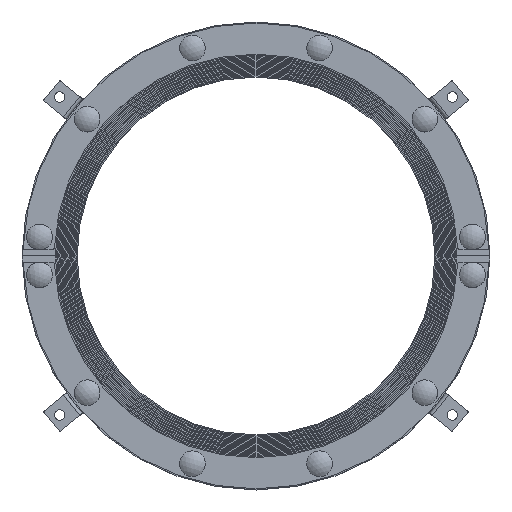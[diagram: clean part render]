
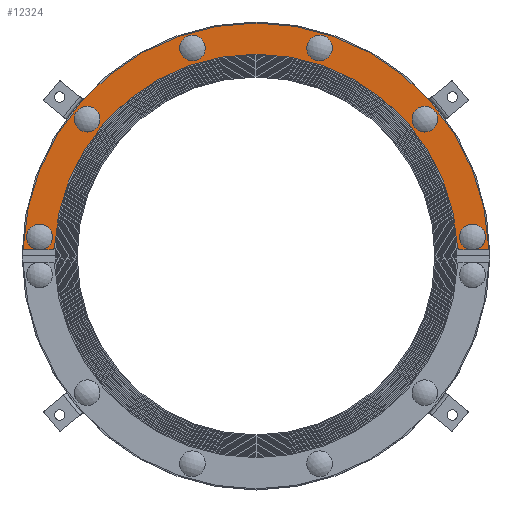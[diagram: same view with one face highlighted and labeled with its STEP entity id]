
A CAD part, top view. The second image highlights one B-rep face of the part: STEP entity #12324.
In plain terms, the highlighted planar face has unit normal (0, 0, 1).
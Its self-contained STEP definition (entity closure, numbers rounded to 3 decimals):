
#419=FACE_BOUND('',#2086,.T.);
#420=FACE_BOUND('',#2087,.T.);
#421=FACE_BOUND('',#2088,.T.);
#422=FACE_BOUND('',#2089,.T.);
#699=PLANE('',#13308);
#1291=FACE_OUTER_BOUND('',#2085,.T.);
#2085=EDGE_LOOP('',(#8973,#8974,#8975,#8976,#8977,#8978,#8979,#8980,#8981,
#8982,#8983,#8984,#8985,#8986));
#2086=EDGE_LOOP('',(#8987));
#2087=EDGE_LOOP('',(#8988));
#2088=EDGE_LOOP('',(#8989));
#2089=EDGE_LOOP('',(#8990));
#3044=LINE('',#18984,#4020);
#3045=LINE('',#18992,#4021);
#3046=LINE('',#18998,#4022);
#3047=LINE('',#19005,#4023);
#4020=VECTOR('',#15393,10.);
#4021=VECTOR('',#15400,10.);
#4022=VECTOR('',#15405,10.);
#4023=VECTOR('',#15412,10.);
#4771=CIRCLE('',#13290,12.35);
#4773=CIRCLE('',#13292,12.35);
#4780=CIRCLE('',#13306,12.35);
#4781=CIRCLE('',#13309,2.);
#4782=CIRCLE('',#13310,224.);
#4783=CIRCLE('',#13311,2.);
#4784=CIRCLE('',#13312,12.35);
#4785=CIRCLE('',#13313,12.35);
#4786=CIRCLE('',#13314,2.);
#4787=CIRCLE('',#13315,194.);
#4788=CIRCLE('',#13316,2.);
#4789=CIRCLE('',#13317,12.35);
#4790=CIRCLE('',#13318,12.35);
#4791=CIRCLE('',#13319,12.35);
#5487=VERTEX_POINT('',#18949);
#5488=VERTEX_POINT('',#18951);
#5489=VERTEX_POINT('',#18953);
#5496=VERTEX_POINT('',#18978);
#5497=VERTEX_POINT('',#18983);
#5498=VERTEX_POINT('',#18985);
#5499=VERTEX_POINT('',#18987);
#5500=VERTEX_POINT('',#18989);
#5501=VERTEX_POINT('',#18991);
#5502=VERTEX_POINT('',#18993);
#5503=VERTEX_POINT('',#18995);
#5504=VERTEX_POINT('',#18997);
#5505=VERTEX_POINT('',#18999);
#5506=VERTEX_POINT('',#19001);
#5507=VERTEX_POINT('',#19003);
#5508=VERTEX_POINT('',#19006);
#5509=VERTEX_POINT('',#19008);
#5510=VERTEX_POINT('',#19010);
#6762=EDGE_CURVE('',#5488,#5487,#4771,.T.);
#6764=EDGE_CURVE('',#5487,#5489,#4773,.T.);
#6775=EDGE_CURVE('',#5496,#5496,#4780,.T.);
#6776=EDGE_CURVE('',#5497,#5489,#3044,.T.);
#6777=EDGE_CURVE('',#5498,#5497,#4781,.T.);
#6778=EDGE_CURVE('',#5499,#5498,#4782,.T.);
#6779=EDGE_CURVE('',#5500,#5499,#4783,.T.);
#6780=EDGE_CURVE('',#5501,#5500,#3045,.T.);
#6781=EDGE_CURVE('',#5501,#5502,#4784,.T.);
#6782=EDGE_CURVE('',#5502,#5503,#4785,.T.);
#6783=EDGE_CURVE('',#5504,#5503,#3046,.T.);
#6784=EDGE_CURVE('',#5505,#5504,#4786,.T.);
#6785=EDGE_CURVE('',#5506,#5505,#4787,.T.);
#6786=EDGE_CURVE('',#5507,#5506,#4788,.T.);
#6787=EDGE_CURVE('',#5488,#5507,#3047,.T.);
#6788=EDGE_CURVE('',#5508,#5508,#4789,.T.);
#6789=EDGE_CURVE('',#5509,#5509,#4790,.T.);
#6790=EDGE_CURVE('',#5510,#5510,#4791,.T.);
#8973=ORIENTED_EDGE('',*,*,#6764,.T.);
#8974=ORIENTED_EDGE('',*,*,#6776,.F.);
#8975=ORIENTED_EDGE('',*,*,#6777,.F.);
#8976=ORIENTED_EDGE('',*,*,#6778,.F.);
#8977=ORIENTED_EDGE('',*,*,#6779,.F.);
#8978=ORIENTED_EDGE('',*,*,#6780,.F.);
#8979=ORIENTED_EDGE('',*,*,#6781,.T.);
#8980=ORIENTED_EDGE('',*,*,#6782,.T.);
#8981=ORIENTED_EDGE('',*,*,#6783,.F.);
#8982=ORIENTED_EDGE('',*,*,#6784,.F.);
#8983=ORIENTED_EDGE('',*,*,#6785,.F.);
#8984=ORIENTED_EDGE('',*,*,#6786,.F.);
#8985=ORIENTED_EDGE('',*,*,#6787,.F.);
#8986=ORIENTED_EDGE('',*,*,#6762,.T.);
#8987=ORIENTED_EDGE('',*,*,#6788,.T.);
#8988=ORIENTED_EDGE('',*,*,#6789,.T.);
#8989=ORIENTED_EDGE('',*,*,#6790,.T.);
#8990=ORIENTED_EDGE('',*,*,#6775,.T.);
#12324=ADVANCED_FACE('',(#1291,#419,#420,#421,#422),#699,.F.);
#13290=AXIS2_PLACEMENT_3D('',#18952,#15351,#15352);
#13292=AXIS2_PLACEMENT_3D('',#18955,#15355,#15356);
#13306=AXIS2_PLACEMENT_3D('',#18980,#15387,#15388);
#13308=AXIS2_PLACEMENT_3D('',#18982,#15391,#15392);
#13309=AXIS2_PLACEMENT_3D('',#18986,#15394,#15395);
#13310=AXIS2_PLACEMENT_3D('',#18988,#15396,#15397);
#13311=AXIS2_PLACEMENT_3D('',#18990,#15398,#15399);
#13312=AXIS2_PLACEMENT_3D('',#18994,#15401,#15402);
#13313=AXIS2_PLACEMENT_3D('',#18996,#15403,#15404);
#13314=AXIS2_PLACEMENT_3D('',#19000,#15406,#15407);
#13315=AXIS2_PLACEMENT_3D('',#19002,#15408,#15409);
#13316=AXIS2_PLACEMENT_3D('',#19004,#15410,#15411);
#13317=AXIS2_PLACEMENT_3D('',#19007,#15413,#15414);
#13318=AXIS2_PLACEMENT_3D('',#19009,#15415,#15416);
#13319=AXIS2_PLACEMENT_3D('',#19011,#15417,#15418);
#15351=DIRECTION('center_axis',(0.,0.,
-1.));
#15352=DIRECTION('ref_axis',(0.996,0.087,0.));
#15355=DIRECTION('center_axis',(0.,0.,
-1.));
#15356=DIRECTION('ref_axis',(0.996,0.087,0.));
#15387=DIRECTION('center_axis',(0.,0.,
-1.));
#15388=DIRECTION('ref_axis',(0.292,0.956,0.));
#15391=DIRECTION('center_axis',(0.,0.,
-1.));
#15392=DIRECTION('ref_axis',(-1.,0.,0.));
#15393=DIRECTION('',(-1.,0.,0.));
#15394=DIRECTION('center_axis',(0.,0.,
-1.));
#15395=DIRECTION('ref_axis',(0.72,-0.694,0.));
#15396=DIRECTION('center_axis',(0.,0.,
-1.));
#15397=DIRECTION('ref_axis',(1.,-0.027,0.));
#15398=DIRECTION('center_axis',(0.,0.,
-1.));
#15399=DIRECTION('ref_axis',(-0.72,-0.694,0.));
#15400=DIRECTION('',(-1.,0.,0.));
#15401=DIRECTION('center_axis',(0.,0.,
-1.));
#15402=DIRECTION('ref_axis',(-0.996,0.087,0.));
#15403=DIRECTION('center_axis',(0.,0.,
-1.));
#15404=DIRECTION('ref_axis',(-0.996,0.087,0.));
#15405=DIRECTION('',(-1.,0.,0.));
#15406=DIRECTION('center_axis',(0.,0.,
-1.));
#15407=DIRECTION('ref_axis',(0.693,-0.721,0.));
#15408=DIRECTION('center_axis',(0.,0.,
1.));
#15409=DIRECTION('ref_axis',(-1.,0.031,0.));
#15410=DIRECTION('center_axis',(0.,0.,
-1.));
#15411=DIRECTION('ref_axis',(-0.693,-0.721,0.));
#15412=DIRECTION('',(-1.,0.,0.));
#15413=DIRECTION('center_axis',(0.,0.,
-1.));
#15414=DIRECTION('ref_axis',(-0.292,0.956,0.));
#15415=DIRECTION('center_axis',(0.,0.,
-1.));
#15416=DIRECTION('ref_axis',(-0.777,0.629,0.));
#15417=DIRECTION('center_axis',(0.,0.,
-1.));
#15418=DIRECTION('ref_axis',(0.777,0.629,0.));
#18949=CARTESIAN_POINT('',(195.902,17.139,71.));
#18951=CARTESIAN_POINT('',(206.387,6.,71.));
#18952=CARTESIAN_POINT('Origin',(208.205,18.216,71.));
#18953=CARTESIAN_POINT('',(210.022,6.,71.));
#18955=CARTESIAN_POINT('Origin',(208.205,18.216,71.));
#18978=CARTESIAN_POINT('',(57.495,188.057,71.));
#18980=CARTESIAN_POINT('Origin',(61.106,199.868,71.));
#18982=CARTESIAN_POINT('Origin',(0.,118.135,
71.));
#18983=CARTESIAN_POINT('',(221.856,6.,71.));
#18984=CARTESIAN_POINT('',(193.907,6.,71.));
#18985=CARTESIAN_POINT('',(223.855,8.072,71.));
#18986=CARTESIAN_POINT('Origin',(221.856,8.,71.));
#18987=CARTESIAN_POINT('',(-223.855,8.072,71.));
#18988=CARTESIAN_POINT('Origin',(0.,0.,
71.));
#18989=CARTESIAN_POINT('',(-221.856,6.,71.));
#18990=CARTESIAN_POINT('Origin',(-221.856,8.,71.));
#18991=CARTESIAN_POINT('',(-210.022,6.,71.));
#18992=CARTESIAN_POINT('',(-223.92,6.,71.));
#18993=CARTESIAN_POINT('',(-195.902,17.139,71.));
#18994=CARTESIAN_POINT('Origin',(-208.205,18.216,71.));
#18995=CARTESIAN_POINT('',(-206.387,6.,71.));
#18996=CARTESIAN_POINT('Origin',(-208.205,18.216,71.));
#18997=CARTESIAN_POINT('',(-195.837,6.,71.));
#18998=CARTESIAN_POINT('',(-223.92,6.,71.));
#18999=CARTESIAN_POINT('',(-193.838,7.918,71.));
#19000=CARTESIAN_POINT('Origin',(-195.837,8.,71.));
#19001=CARTESIAN_POINT('',(193.838,7.918,71.));
#19002=CARTESIAN_POINT('Origin',(0.,0.,
71.));
#19003=CARTESIAN_POINT('',(195.837,6.,71.));
#19004=CARTESIAN_POINT('Origin',(195.837,8.,71.));
#19005=CARTESIAN_POINT('',(193.907,6.,71.));
#19006=CARTESIAN_POINT('',(-57.495,188.057,71.));
#19007=CARTESIAN_POINT('Origin',(-61.106,199.868,71.));
#19008=CARTESIAN_POINT('',(-152.826,123.756,71.));
#19009=CARTESIAN_POINT('Origin',(-162.424,131.528,71.));
#19010=CARTESIAN_POINT('',(152.826,123.756,71.));
#19011=CARTESIAN_POINT('Origin',(162.424,131.528,71.));
